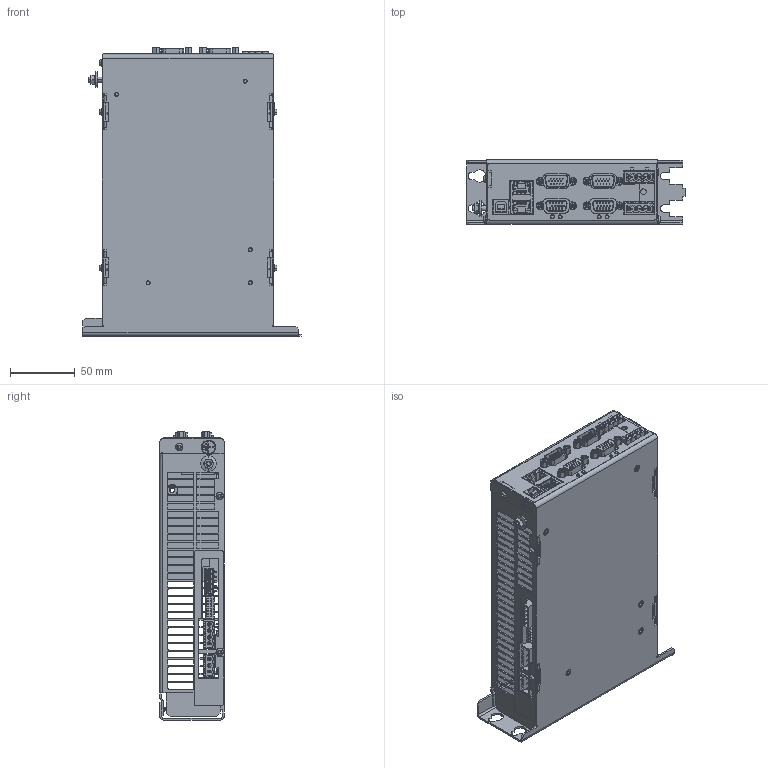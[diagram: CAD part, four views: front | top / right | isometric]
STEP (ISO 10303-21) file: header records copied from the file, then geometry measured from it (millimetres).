
FILE_DESCRIPTION((''),'2;1');
FILE_NAME('716936-01-D01','2022-03-28T07:00:55',('de1174'),(''),'CREO PARAMETRIC BY PTC INC, 2019164','CREO PARAMETRIC BY PTC INC, 2019164','');
FILE_SCHEMA(('AUTOMOTIVE_DESIGN { 1 0 10303 214 1 1 1 1 }'));
Products named in the file (1): 716936-01-D01
Bounding box: 168 x 49.5 x 222 mm (x, y, z)
Volume: 154302.2 mm3; surface area: 199743.2 mm2
Topology: 9 solids, 26 shells, 5546 faces, 13889 edges, 8692 vertices
Faces by surface type: plane 3846, cylinder 1394, cone 254, sphere 36, torus 16
Entity records: 165854 total; most frequent: CARTESIAN_POINT 31090, DIRECTION 27944, ORIENTED_EDGE 27710, EDGE_CURVE 13855, VECTOR 9856, LINE 9856, AXIS2_PLACEMENT_3D 9044, VERTEX_POINT 8692
